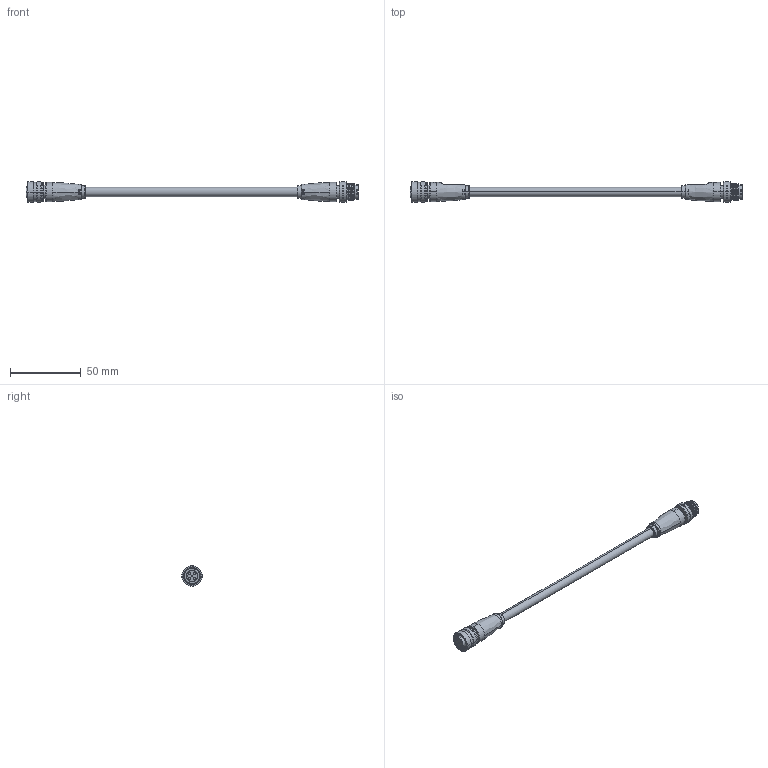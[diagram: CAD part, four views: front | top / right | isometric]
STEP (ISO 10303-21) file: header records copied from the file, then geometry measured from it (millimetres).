
FILE_DESCRIPTION (( 'STEP AP214' ), '1' );
FILE_NAME ('10-05573.STEP', '2023-12-20T00:32:47', ( '' ), ( '' ), 'SwSTEP 2.0', 'SolidWorks 2021', '' );
FILE_SCHEMA (( 'AUTOMOTIVE_DESIGN' ));
Length unit declared in the file: millimetre
Products named in the file (14): 50-01021_STEP; 50-01021-02_step; 30-01586_blunt cut; 50-01020-05___; 50-01020-02_step; 50-01021-03___; 50-01020_STEP; 24-00349_Wire O6.8 mm; 50-01020-01___; 10-05573; 50-01021-04___; 50-01020-03___; 50-01021-01___; 50-01020-04___
Assembly tree (22 placements, depth 3):
  10-05573
    24-00349_Wire O6.8 mm  x2
    50-01020_STEP
      50-01020-01___
      50-01020-02_step
      50-01020-03___  x5
      50-01020-04___
      50-01020-05___
    30-01586_blunt cut
    50-01021_STEP
      50-01021-01___
      50-01021-02_step
      50-01021-03___  x5
      50-01021-04___
Bounding box: 235.2 x 14.5 x 14.5 mm (x, y, z)
Volume: 14682.4 mm3; surface area: 50580.8 mm2
Topology: 131 solids, 131 shells, 1748 faces, 3954 edges, 2530 vertices
Faces by surface type: cylinder 812, plane 546, torus 151, bspline 123, cone 106, sphere 10
Entity records: 43133 total; most frequent: CARTESIAN_POINT 10405, DIRECTION 5843, ORIENTED_EDGE 4966, EDGE_CURVE 2483, AXIS2_PLACEMENT_3D 2475, VERTEX_POINT 1621, EDGE_LOOP 1444, CIRCLE 1354
